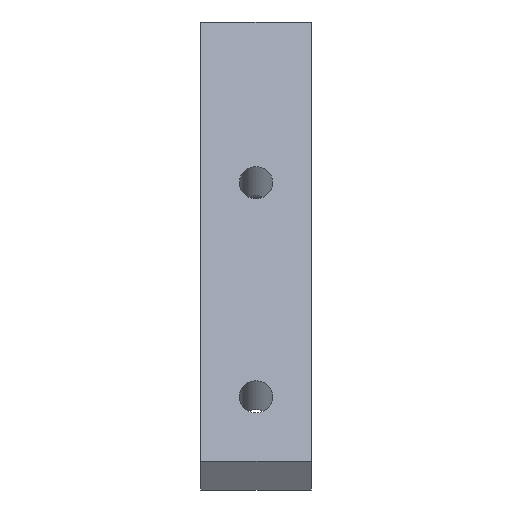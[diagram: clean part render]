
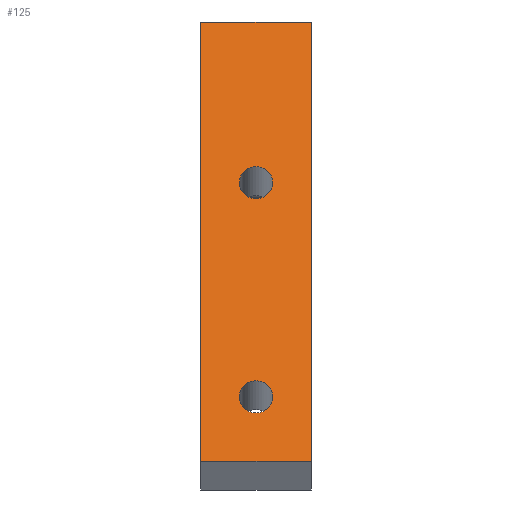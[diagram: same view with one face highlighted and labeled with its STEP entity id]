
A CAD part, top view. The second image highlights one B-rep face of the part: STEP entity #125.
In plain terms, the highlighted planar face has unit normal (0, 0.259, 0.966).
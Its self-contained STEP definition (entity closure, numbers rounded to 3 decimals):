
#15 = FACE_OUTER_BOUND ( 'NONE', #522, .T. ) ;
#18 = FACE_BOUND ( 'NONE', #743, .T. ) ;
#34 = ORIENTED_EDGE ( 'NONE', *, *, #476, .T. ) ;
#67 = EDGE_CURVE ( 'NONE', #466, #756, #358, .T. ) ;
#79 = CIRCLE ( 'NONE', #222, 1.5 ) ;
#80 = CIRCLE ( 'NONE', #620, 1.5 ) ;
#91 = VECTOR ( 'NONE', #674, 1000. ) ;
#99 = ORIENTED_EDGE ( 'NONE', *, *, #646, .T. ) ;
#125 = ADVANCED_FACE ( 'NONE', ( #18, #722, #15 ), #194, .T. ) ;
#126 = DIRECTION ( 'NONE',  ( 1., 0., 0. ) ) ;
#130 = CIRCLE ( 'NONE', #246, 1.5 ) ;
#132 = CARTESIAN_POINT ( 'NONE',  ( -115.887, 190.367, 146.589 ) ) ;
#139 = DIRECTION ( 'NONE',  ( 1., 0., 0. ) ) ;
#142 = CARTESIAN_POINT ( 'NONE',  ( -122.387, 214.467, 140.131 ) ) ;
#143 = CIRCLE ( 'NONE', #619, 1.5 ) ;
#151 = DIRECTION ( 'NONE',  ( 1., 0., 0. ) ) ;
#165 = ORIENTED_EDGE ( 'NONE', *, *, #444, .T. ) ;
#187 = DIRECTION ( 'NONE',  ( 1., 0., 0. ) ) ;
#191 = DIRECTION ( 'NONE',  ( 1., 0., 0. ) ) ;
#194 = PLANE ( 'NONE',  #367 ) ;
#205 = LINE ( 'NONE', #452, #687 ) ;
#208 = CARTESIAN_POINT ( 'NONE',  ( -115.887, 209.685, 141.413 ) ) ;
#222 = AXIS2_PLACEMENT_3D ( 'NONE', #716, #363, #126 ) ;
#246 = AXIS2_PLACEMENT_3D ( 'NONE', #290, #682, #151 ) ;
#250 = CARTESIAN_POINT ( 'NONE',  ( -119.387, 203.174, 143.157 ) ) ;
#254 = DIRECTION ( 'NONE',  ( 0., 0.259, 0.966 ) ) ;
#256 = EDGE_CURVE ( 'NONE', #396, #466, #653, .T. ) ;
#259 = LINE ( 'NONE', #506, #638 ) ;
#264 = EDGE_CURVE ( 'NONE', #396, #470, #259, .T. ) ;
#282 = VERTEX_POINT ( 'NONE', #208 ) ;
#290 = CARTESIAN_POINT ( 'NONE',  ( -117.387, 190.367, 146.589 ) ) ;
#299 = CARTESIAN_POINT ( 'NONE',  ( -119.887, 184.571, 148.142 ) ) ;
#301 = CARTESIAN_POINT ( 'NONE',  ( -118.887, 190.367, 146.589 ) ) ;
#334 = ORIENTED_EDGE ( 'NONE', *, *, #67, .T. ) ;
#357 = EDGE_CURVE ( 'NONE', #470, #756, #205, .T. ) ;
#358 = LINE ( 'NONE', #299, #594 ) ;
#363 = DIRECTION ( 'NONE',  ( 0., -0.259, -0.966 ) ) ;
#367 = AXIS2_PLACEMENT_3D ( 'NONE', #250, #254, #191 ) ;
#387 = VERTEX_POINT ( 'NONE', #132 ) ;
#396 = VERTEX_POINT ( 'NONE', #621 ) ;
#413 = CARTESIAN_POINT ( 'NONE',  ( -112.387, 224.174, 137.53 ) ) ;
#419 = CARTESIAN_POINT ( 'NONE',  ( -117.387, 209.685, 141.413 ) ) ;
#427 = CARTESIAN_POINT ( 'NONE',  ( -112.387, 184.571, 148.142 ) ) ;
#444 = EDGE_CURVE ( 'NONE', #282, #451, #143, .T. ) ;
#451 = VERTEX_POINT ( 'NONE', #650 ) ;
#452 = CARTESIAN_POINT ( 'NONE',  ( -112.387, 182.174, 148.784 ) ) ;
#464 = ORIENTED_EDGE ( 'NONE', *, *, #357, .F. ) ;
#466 = VERTEX_POINT ( 'NONE', #626 ) ;
#470 = VERTEX_POINT ( 'NONE', #413 ) ;
#476 = EDGE_CURVE ( 'NONE', #577, #387, #130, .T. ) ;
#482 = DIRECTION ( 'NONE',  ( 1., 0., 0. ) ) ;
#506 = CARTESIAN_POINT ( 'NONE',  ( -120.387, 224.174, 137.53 ) ) ;
#522 = EDGE_LOOP ( 'NONE', ( #334, #464, #525, #581 ) ) ;
#524 = DIRECTION ( 'NONE',  ( 0., -0.259, -0.966 ) ) ;
#525 = ORIENTED_EDGE ( 'NONE', *, *, #264, .F. ) ;
#530 = ORIENTED_EDGE ( 'NONE', *, *, #602, .T. ) ;
#536 = DIRECTION ( 'NONE',  ( 0., -0.259, -0.966 ) ) ;
#577 = VERTEX_POINT ( 'NONE', #301 ) ;
#581 = ORIENTED_EDGE ( 'NONE', *, *, #256, .T. ) ;
#585 = DIRECTION ( 'NONE',  ( 1., 0., 0. ) ) ;
#594 = VECTOR ( 'NONE', #187, 1000. ) ;
#602 = EDGE_CURVE ( 'NONE', #387, #577, #79, .T. ) ;
#611 = DIRECTION ( 'NONE',  ( 0., -0.966, 0.259 ) ) ;
#619 = AXIS2_PLACEMENT_3D ( 'NONE', #680, #524, #585 ) ;
#620 = AXIS2_PLACEMENT_3D ( 'NONE', #419, #536, #482 ) ;
#621 = CARTESIAN_POINT ( 'NONE',  ( -122.387, 224.174, 137.53 ) ) ;
#626 = CARTESIAN_POINT ( 'NONE',  ( -122.387, 184.571, 148.142 ) ) ;
#638 = VECTOR ( 'NONE', #139, 1000. ) ;
#646 = EDGE_CURVE ( 'NONE', #451, #282, #80, .T. ) ;
#650 = CARTESIAN_POINT ( 'NONE',  ( -118.887, 209.685, 141.413 ) ) ;
#653 = LINE ( 'NONE', #142, #91 ) ;
#674 = DIRECTION ( 'NONE',  ( 0., -0.966, 0.259 ) ) ;
#680 = CARTESIAN_POINT ( 'NONE',  ( -117.387, 209.685, 141.413 ) ) ;
#682 = DIRECTION ( 'NONE',  ( 0., -0.259, -0.966 ) ) ;
#687 = VECTOR ( 'NONE', #611, 1000. ) ;
#716 = CARTESIAN_POINT ( 'NONE',  ( -117.387, 190.367, 146.589 ) ) ;
#722 = FACE_BOUND ( 'NONE', #747, .T. ) ;
#743 = EDGE_LOOP ( 'NONE', ( #165, #99 ) ) ;
#747 = EDGE_LOOP ( 'NONE', ( #530, #34 ) ) ;
#756 = VERTEX_POINT ( 'NONE', #427 ) ;
